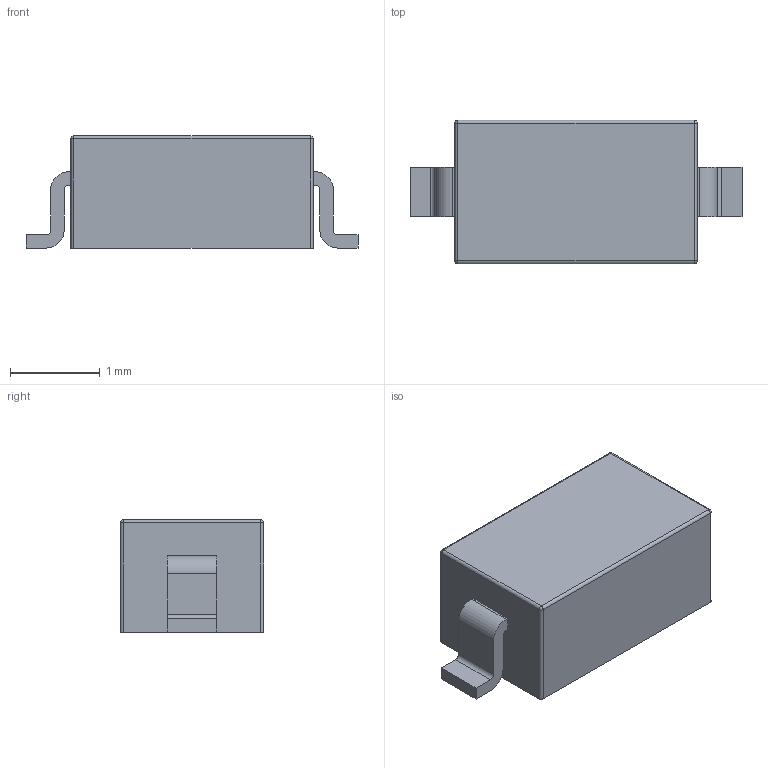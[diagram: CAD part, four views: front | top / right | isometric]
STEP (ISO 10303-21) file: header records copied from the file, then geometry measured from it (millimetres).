
FILE_DESCRIPTION (( 'STEP AP203' ), '1' );
FILE_NAME ( 'SOD-123-LQ.STEP', '2023-09-27T16:45:56', ( '' ), ( '' ), '', '©2017-2022 PCBL', '' );
FILE_SCHEMA (( 'AUTOMOTIVE_DESIGN' ));
Length unit declared in the file: millimetre
Products named in the file (1): SOD-123-LQ
Bounding box: 3.7 x 1.6 x 1.25 mm (x, y, z)
Volume: 5.6 mm3; surface area: 22.6 mm2
Topology: 3 solids, 3 shells, 46 faces, 112 edges, 68 vertices
Faces by surface type: plane 26, cylinder 16, sphere 4
Entity records: 1364 total; most frequent: DIRECTION 234, CARTESIAN_POINT 223, ORIENTED_EDGE 216, EDGE_CURVE 108, AXIS2_PLACEMENT_3D 79, VECTOR 76, LINE 76, VERTEX_POINT 68
